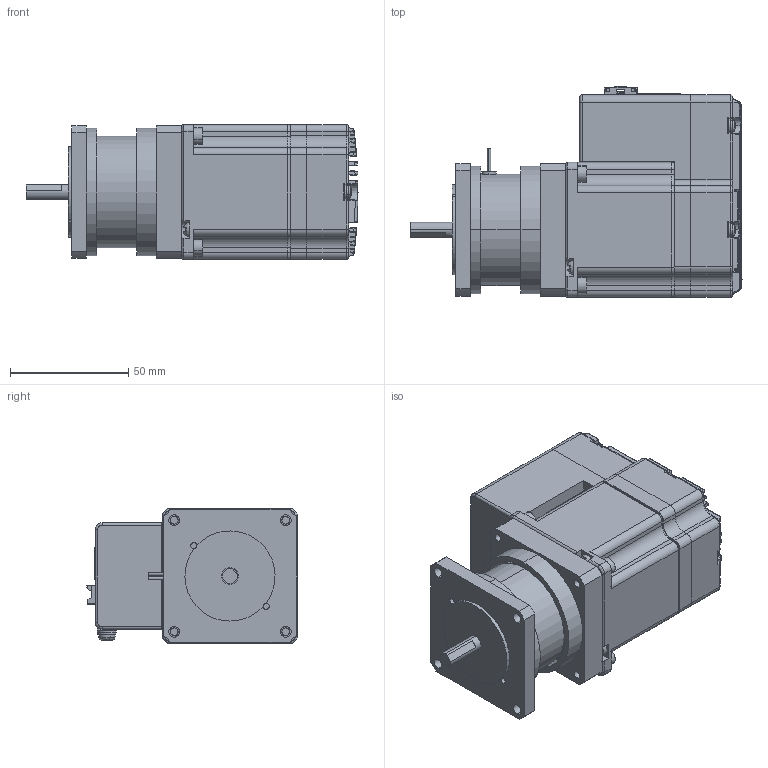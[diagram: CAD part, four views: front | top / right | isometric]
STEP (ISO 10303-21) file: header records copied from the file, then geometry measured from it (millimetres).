
FILE_DESCRIPTION (( 'STEP AP203' ), '1' );
FILE_NAME ('P11E-MO-056-04-R01.STEP', '2020-05-04T07:28:56', ( '' ), ( '' ), 'SwSTEP 2.0', 'SolidWorks 2018', '' );
FILE_SCHEMA (( 'CONFIG_CONTROL_DESIGN' ));
Length unit declared in the file: millimetre
Products named in the file (37): 瞪錳薄樓醴喀攪-4; 瞪錳薄樓醴喀攪-3; BXW-02-10-52_3D; small circular plain washer_jis_JIS B 1256 Small circular 4; P11E-MO-056-04-R01; pan cross head_ks_KS 1023 PC- M4 x 6-N; pan cross head_ks_KS 1023 PC- M3 x 20-N; 21mm OD6.35mm; M117-MO-056-01-R00; M119-EC-042-04-R00; _SH-7050A_body; 5016451220; socket head cap screw_ks_KS 1003 - M4 x 12 x 12-N; 56EC-PCB2-01; 56EC-PCB3-01; M119-EC-056-01-R00; 瞪錳薄樓醴喀攪-2; pan cross head_ks_KS 1023 PC- M3 x 25-N; 瞪錳蕾樓攪喀攪; _SH-700-Without knob (Minus slot); sams; 791091003; KMG; 56EC-PCB1-01; 42EC-PCB1-01; spring lock washer_2_jis_JIS B 1251 No.2 4; spring lock washer_ks_KS 1324 - M3; plain washer small grade a_iso_Washer ISO 7092 - 3; 瞪錳薄樓醴喀攪-5; 20R-JMCS-G-B-TF(NSA); 20PS-JMCS-G-1B-TF(N); 瞪錳薄樓醴喀攪-1; SH-7050TA; 877600816; 09455511103_100183220MOD000B; 56陝 衛お; M11D-EC-056-01-R01
Assembly tree (56 placements, depth 3):
  P11E-MO-056-04-R01
    M117-MO-056-01-R00
    pan cross head_ks_KS 1023 PC- M3 x 20-N  x2
    pan cross head_ks_KS 1023 PC- M3 x 25-N  x3
    KMG
    M119-EC-056-01-R00
    56EC-PCB1-01
    42EC-PCB1-01
    56EC-PCB3-01
    M119-EC-042-04-R00
    瞪錳蕾樓攪喀攪
      瞪錳薄樓醴喀攪-1
      瞪錳薄樓醴喀攪-2
      瞪錳薄樓醴喀攪-3
      瞪錳薄樓醴喀攪-4
      瞪錳薄樓醴喀攪-5
    5016451220
    09455511103_100183220MOD000B  x2
    56EC-PCB2-01
    877600816  x2
    20PS-JMCS-G-1B-TF(N)  x2
    20R-JMCS-G-B-TF(NSA)  x2
    791091003  x2
    21mm OD6.35mm
    M11D-EC-056-01-R01
    spring lock washer_ks_KS 1324 - M3  x5
    plain washer small grade a_iso_Washer ISO 7092 - 3  x5
    SH-7050TA  x2
      _SH-7050A_body
      _SH-700-Without knob (Minus slot)
    BXW-02-10-52_3D
    socket head cap screw_ks_KS 1003 - M4 x 12 x 12-N  x4
    56陝 衛お
    sams
      small circular plain washer_jis_JIS B 1256 Small circular 4
      spring lock washer_2_jis_JIS B 1251 No.2 4
      pan cross head_ks_KS 1023 PC- M4 x 6-N
Bounding box: 140.3 x 89.1 x 57 mm (x, y, z)
Volume: 308865 mm3; surface area: 134972.7 mm2
Topology: 55 solids, 64 shells, 8809 faces, 24160 edges, 15563 vertices
Faces by surface type: plane 6531, cylinder 1670, bspline 263, cone 145, torus 111, sphere 89
Entity records: 182987 total; most frequent: CARTESIAN_POINT 39047, ORIENTED_EDGE 30018, DIRECTION 27764, EDGE_CURVE 15009, LINE 11418, VECTOR 11418, VERTEX_POINT 9634, AXIS2_PLACEMENT_3D 8173
